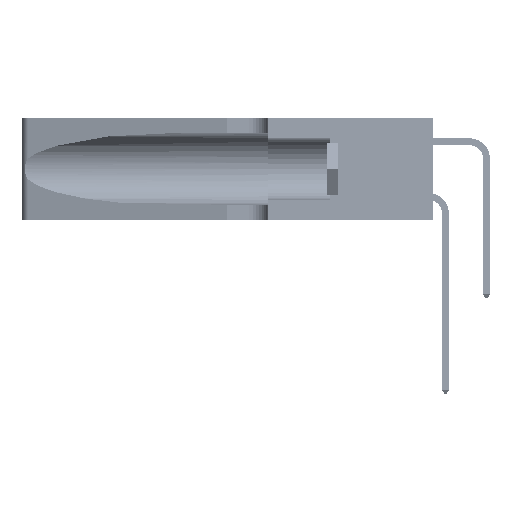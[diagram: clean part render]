
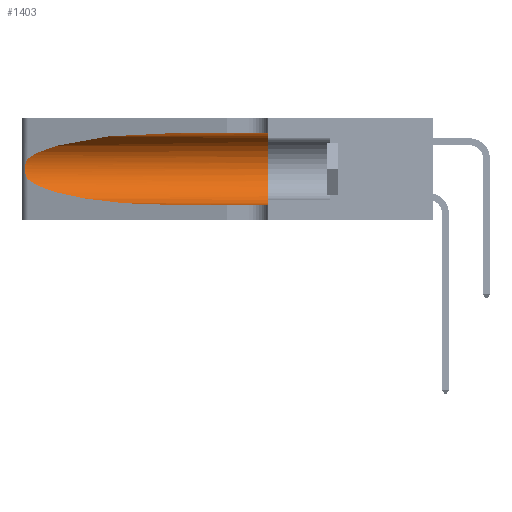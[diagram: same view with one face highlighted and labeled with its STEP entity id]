
A CAD part, left-side view. The second image highlights one B-rep face of the part: STEP entity #1403.
In plain terms, the highlighted cylindrical face has radius 3.308 mm (diameter 6.617 mm), a partial arc.
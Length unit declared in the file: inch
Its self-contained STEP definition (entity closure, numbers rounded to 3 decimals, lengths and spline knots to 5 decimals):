
#290 = ORIENTED_EDGE ( 'NONE', *, *, #4556, .T. ) ;
#343 = CARTESIAN_POINT ( 'NONE',  ( 0.1305, 0.72297, 0.31525 ) ) ;
#497 = ORIENTED_EDGE ( 'NONE', *, *, #8752, .T. ) ;
#993 = CARTESIAN_POINT ( 'NONE',  ( 0.1305, 0.72297, 0.05475 ) ) ;
#1403 = ADVANCED_FACE ( 'NONE', ( #20493 ), #28484, .F. ) ;
#1455 = VERTEX_POINT ( 'NONE', #39936 ) ;
#1818 = LINE ( 'NONE', #33627, #21843 ) ;
#2509 = CARTESIAN_POINT ( 'NONE',  ( 0.18966, 0.96281, 0.05475 ) ) ;
#2933 = CARTESIAN_POINT ( 'NONE',  ( 0.25487, 1.22718, 0.14631 ) ) ;
#3363 = VERTEX_POINT ( 'NONE', #3776 ) ;
#3776 = CARTESIAN_POINT ( 'NONE',  ( 0.1305, 0.35, 0.31525 ) ) ;
#4556 = EDGE_CURVE ( 'NONE', #40113, #50426, #42743, .T. ) ;
#5691 = CARTESIAN_POINT ( 'NONE',  ( 0.1305, 1.61858, 0.31525 ) ) ;
#6850 = CARTESIAN_POINT ( 'NONE',  ( 0.25487, 1.22718, 0.22369 ) ) ;
#7869 = CARTESIAN_POINT ( 'NONE',  ( 0.25487, 1.22718, 0.22369 ) ) ;
#8450 = ORIENTED_EDGE ( 'NONE', *, *, #41205, .T. ) ;
#8752 = EDGE_CURVE ( 'NONE', #22100, #40113, #15499, .T. ) ;
#9772 = DIRECTION ( 'NONE',  ( 0., -1., 0. ) ) ;
#10710 = ORIENTED_EDGE ( 'NONE', *, *, #39819, .T. ) ;
#10915 = CARTESIAN_POINT ( 'NONE',  ( 0.25854, 1.2359, 0.20912 ) ) ;
#12046 = DIRECTION ( 'NONE',  ( 0., 1., 0. ) ) ;
#14712 = CARTESIAN_POINT ( 'NONE',  ( 0.25639, 1.23184, 0.21858 ) ) ;
#14872 = CARTESIAN_POINT ( 'NONE',  ( 0.26075, 1.23896, 0.19203 ) ) ;
#15499 =( BOUNDED_CURVE ( )  B_SPLINE_CURVE ( 3, ( #31308, #15666, #31470, #7869 ),
 .UNSPECIFIED., .F., .F. ) 
 B_SPLINE_CURVE_WITH_KNOTS ( ( 4, 4 ),
 ( 1.5708, 2.84003 ),
 .UNSPECIFIED. ) 
 CURVE ( )  GEOMETRIC_REPRESENTATION_ITEM ( )  RATIONAL_B_SPLINE_CURVE ( ( 1., 0.87, 0.87, 1. ) ) 
 REPRESENTATION_ITEM ( '' )  );
#15666 = CARTESIAN_POINT ( 'NONE',  ( 0.18966, 0.96281, 0.31525 ) ) ;
#16198 = DIRECTION ( 'NONE',  ( 0., -1., 0. ) ) ;
#16251 = EDGE_CURVE ( 'NONE', #22100, #3363, #17721, .T. ) ;
#16933 = CIRCLE ( 'NONE', #25369, 0.13025 ) ;
#17721 = LINE ( 'NONE', #5691, #38504 ) ;
#18819 = CARTESIAN_POINT ( 'NONE',  ( 0.26017, 1.23833, 0.17102 ) ) ;
#20493 = FACE_OUTER_BOUND ( 'NONE', #43294, .T. ) ;
#20905 = VERTEX_POINT ( 'NONE', #993 ) ;
#21843 = VECTOR ( 'NONE', #37504, 39.37008 ) ;
#22100 = VERTEX_POINT ( 'NONE', #343 ) ;
#22333 = CARTESIAN_POINT ( 'NONE',  ( 0.25487, 1.22718, 0.14631 ) ) ;
#22391 = CARTESIAN_POINT ( 'NONE',  ( 0.25487, 1.22718, 0.14631 ) ) ;
#22604 = AXIS2_PLACEMENT_3D ( 'NONE', #31822, #16198, #47414 ) ;
#22801 = CARTESIAN_POINT ( 'NONE',  ( 0.25789, 1.23486, 0.15765 ) ) ;
#25369 = AXIS2_PLACEMENT_3D ( 'NONE', #35498, #12046, #39412 ) ;
#26358 = CARTESIAN_POINT ( 'NONE',  ( 0.2373, 1.15595, 0.08982 ) ) ;
#26767 = CARTESIAN_POINT ( 'NONE',  ( 0.25555, 1.22993, 0.14849 ) ) ;
#28484 = CYLINDRICAL_SURFACE ( 'NONE', #22604, 0.13025 ) ;
#30270 = CARTESIAN_POINT ( 'NONE',  ( 0.1305, 0.72297, 0.05475 ) ) ;
#31308 = CARTESIAN_POINT ( 'NONE',  ( 0.1305, 0.72297, 0.31525 ) ) ;
#31470 = CARTESIAN_POINT ( 'NONE',  ( 0.2373, 1.15595, 0.28018 ) ) ;
#31822 = CARTESIAN_POINT ( 'NONE',  ( 0.1305, 1.61858, 0.185 ) ) ;
#33627 = CARTESIAN_POINT ( 'NONE',  ( 0.1305, 1.61858, 0.05475 ) ) ;
#34394 = CARTESIAN_POINT ( 'NONE',  ( 0.25787, 1.23484, 0.2124 ) ) ;
#35265 = CARTESIAN_POINT ( 'NONE',  ( 0.25487, 1.22718, 0.22369 ) ) ;
#35498 = CARTESIAN_POINT ( 'NONE',  ( 0.1305, 0.35, 0.185 ) ) ;
#37504 = DIRECTION ( 'NONE',  ( 0., -1., 0. ) ) ;
#38300 = CARTESIAN_POINT ( 'NONE',  ( 0.26018, 1.23835, 0.19895 ) ) ;
#38504 = VECTOR ( 'NONE', #9772, 39.37008 ) ;
#38994 = ORIENTED_EDGE ( 'NONE', *, *, #39529, .F. ) ;
#39412 = DIRECTION ( 'NONE',  ( 0., 0., 1. ) ) ;
#39529 = EDGE_CURVE ( 'NONE', #3363, #1455, #16933, .T. ) ;
#39819 = EDGE_CURVE ( 'NONE', #20905, #1455, #1818, .T. ) ;
#39936 = CARTESIAN_POINT ( 'NONE',  ( 0.1305, 0.35, 0.05475 ) ) ;
#40113 = VERTEX_POINT ( 'NONE', #35265 ) ;
#41205 = EDGE_CURVE ( 'NONE', #50426, #20905, #49613, .T. ) ;
#42179 = CARTESIAN_POINT ( 'NONE',  ( 0.26075, 1.23896, 0.178 ) ) ;
#42743 = B_SPLINE_CURVE_WITH_KNOTS ( 'NONE', 3,
 ( #6850, #49859, #14712, #34394, #10915, #38300, #14872, #42179, #18819, #46121, #22801, #50032, #26767, #2933 ),
 .UNSPECIFIED., .F., .F.,
 ( 4, 2, 2, 2, 2, 2, 4 ),
 ( 0., 0.00027, 0.00053, 0.00107, 0.0016, 0.00187, 0.00214 ),
 .UNSPECIFIED. ) ;
#43294 = EDGE_LOOP ( 'NONE', ( #497, #290, #8450, #10710, #38994, #43318 ) ) ;
#43318 = ORIENTED_EDGE ( 'NONE', *, *, #16251, .F. ) ;
#46121 = CARTESIAN_POINT ( 'NONE',  ( 0.25856, 1.23593, 0.16098 ) ) ;
#47414 = DIRECTION ( 'NONE',  ( 0., 0., -1. ) ) ;
#49613 =( BOUNDED_CURVE ( )  B_SPLINE_CURVE ( 3, ( #22391, #26358, #2509, #30270 ),
 .UNSPECIFIED., .F., .F. ) 
 B_SPLINE_CURVE_WITH_KNOTS ( ( 4, 4 ),
 ( 3.44316, 4.71239 ),
 .UNSPECIFIED. ) 
 CURVE ( )  GEOMETRIC_REPRESENTATION_ITEM ( )  RATIONAL_B_SPLINE_CURVE ( ( 1., 0.87, 0.87, 1. ) ) 
 REPRESENTATION_ITEM ( '' )  );
#49859 = CARTESIAN_POINT ( 'NONE',  ( 0.25555, 1.22994, 0.2215 ) ) ;
#50032 = CARTESIAN_POINT ( 'NONE',  ( 0.25639, 1.23186, 0.15144 ) ) ;
#50426 = VERTEX_POINT ( 'NONE', #22333 ) ;
